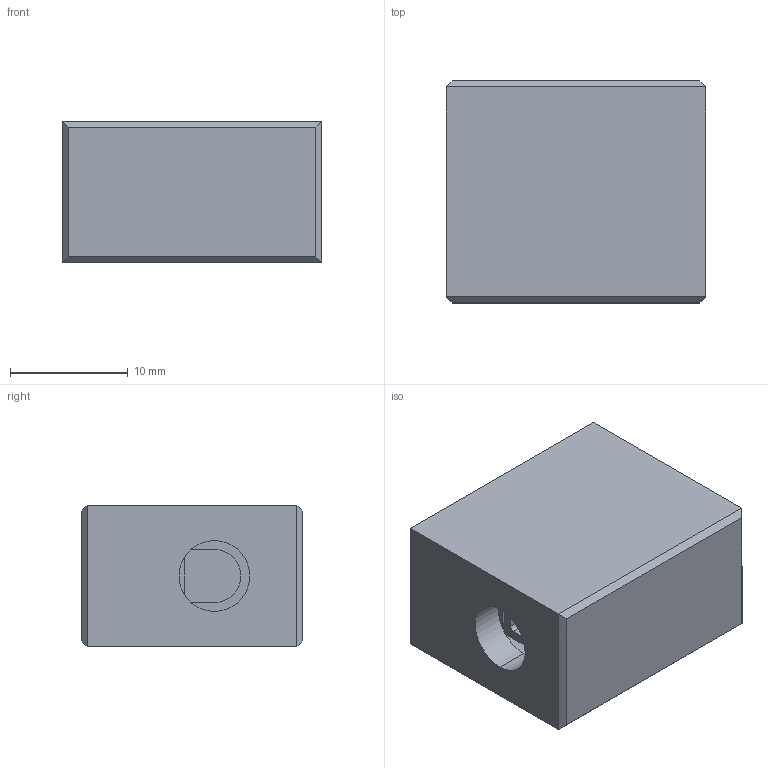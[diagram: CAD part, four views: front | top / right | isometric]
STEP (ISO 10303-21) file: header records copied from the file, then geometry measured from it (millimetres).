
FILE_DESCRIPTION (( 'STEP AP203' ), '1' );
FILE_NAME ('No 2 1 li Steatit Klemens.STEP', '2020-08-21T10:54:22', ( '' ), ( '' ), 'SwSTEP 2.0', 'SolidWorks 2011', '' );
FILE_SCHEMA (( 'CONFIG_CONTROL_DESIGN' ));
Length unit declared in the file: millimetre
Products named in the file (1): No 2 1 li Steatit Klemens
Bounding box: 22 x 18.8 x 12 mm (x, y, z)
Volume: 4368.9 mm3; surface area: 2391.1 mm2
Topology: 1 solids, 1 shells, 89 faces, 214 edges, 140 vertices
Faces by surface type: plane 61, cylinder 24, cone 4
Entity records: 2673 total; most frequent: CARTESIAN_POINT 468, DIRECTION 450, ORIENTED_EDGE 428, EDGE_CURVE 214, AXIS2_PLACEMENT_3D 154, LINE 142, VECTOR 142, VERTEX_POINT 140
